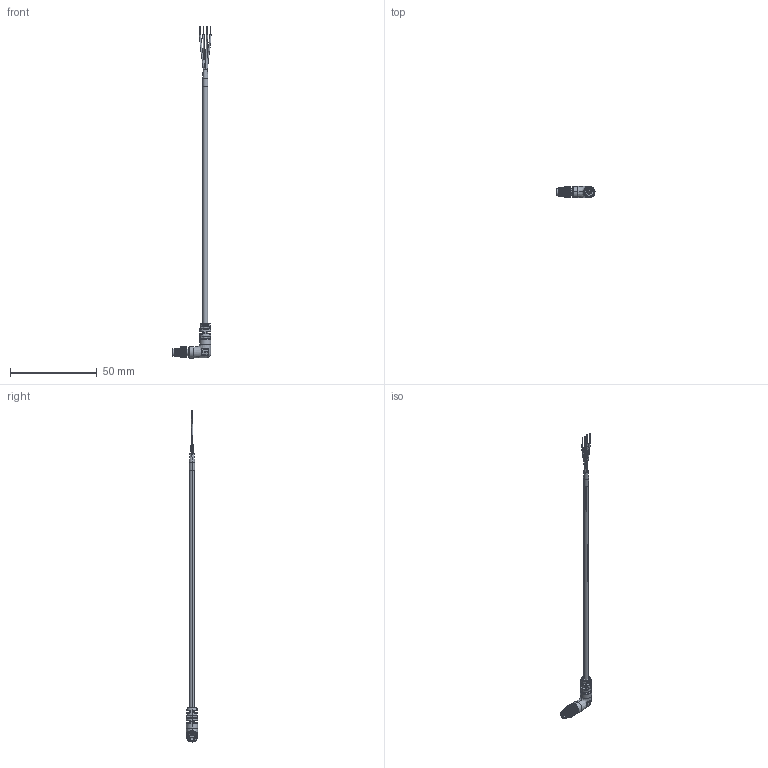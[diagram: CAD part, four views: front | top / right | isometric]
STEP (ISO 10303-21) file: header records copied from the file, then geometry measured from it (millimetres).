
FILE_DESCRIPTION (( 'STEP AP203' ), '1' );
FILE_NAME ('10-03634_revA.STEP', '2020-03-19T16:47:29', ( '' ), ( '' ), 'SwSTEP 2.0', 'SolidWorks 2015', '' );
FILE_SCHEMA (( 'CONFIG_CONTROL_DESIGN' ));
Length unit declared in the file: millimetre
Products named in the file (8): M5Male_inline threads; 30-00495_s + t; M5M4P; 10-03634_revA; 24-00329; 50-00602; M5Male_pin_13.75 mm
Assembly tree (10 placements, depth 4):
  10-03634_revA
    24-00329
    30-00495_s + t
    50-00602
      M5Male_inline threads
      M5M4P
        M5M4P
        M5Male_pin_13.75 mm  x4
Bounding box: 21.95 x 6.5 x 191 mm (x, y, z)
Volume: 1976.8 mm3; surface area: 15534.9 mm2
Topology: 358 solids, 358 shells, 2598 faces, 5089 edges, 3222 vertices
Faces by surface type: cylinder 1258, plane 796, bspline 463, torus 67, sphere 8, cone 6
Entity records: 77257 total; most frequent: CARTESIAN_POINT 25020, DIRECTION 10514, ORIENTED_EDGE 9990, EDGE_CURVE 4995, AXIS2_PLACEMENT_3D 4535, VERTEX_POINT 3163, EDGE_LOOP 2960, FACE_OUTER_BOUND 2562
